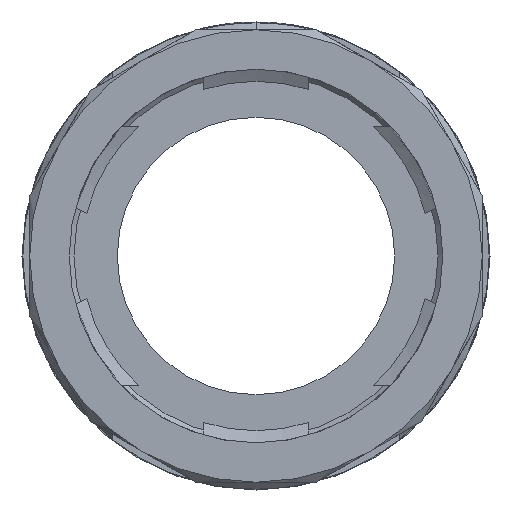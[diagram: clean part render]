
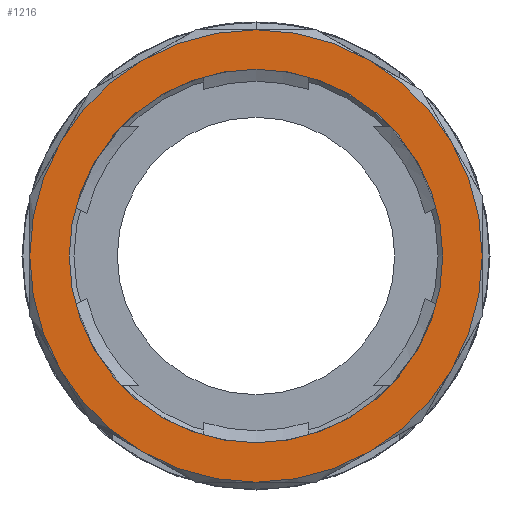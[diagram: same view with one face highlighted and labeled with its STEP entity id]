
A CAD part, front view. The second image highlights one B-rep face of the part: STEP entity #1216.
In plain terms, the highlighted planar face has unit normal (0, -1, 0).
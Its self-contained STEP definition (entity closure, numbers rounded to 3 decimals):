
#400 = EDGE_CURVE ( 'NONE', #401, #458, #5852, .T. ) ;
#401 = VERTEX_POINT ( 'NONE', #5848 ) ;
#424 = EDGE_CURVE ( 'NONE', #425, #426, #5877, .T. ) ;
#425 = VERTEX_POINT ( 'NONE', #5868 ) ;
#426 = VERTEX_POINT ( 'NONE', #5867 ) ;
#458 = VERTEX_POINT ( 'NONE', #5936 ) ;
#514 = EDGE_CURVE ( 'NONE', #458, #401, #6023, .T. ) ;
#1195 = EDGE_LOOP ( 'NONE', ( #1196, #1197 ) ) ;
#1196 = ORIENTED_EDGE ( 'NONE', *, *, #514, .T. ) ;
#1197 = ORIENTED_EDGE ( 'NONE', *, *, #400, .T. ) ;
#1213 = EDGE_CURVE ( 'NONE', #426, #425, #7443, .T. ) ;
#1216 = ADVANCED_FACE ( 'NONE', ( #7438, #7437 ), #7436, .F. ) ;
#1217 = EDGE_LOOP ( 'NONE', ( #1218, #1219 ) ) ;
#1218 = ORIENTED_EDGE ( 'NONE', *, *, #424, .F. ) ;
#1219 = ORIENTED_EDGE ( 'NONE', *, *, #1213, .F. ) ;
#5848 = CARTESIAN_POINT ( 'NONE',  ( 21.55, 0., 0. ) ) ;
#5849 = DIRECTION ( 'NONE',  ( -1., 0., 0. ) ) ;
#5850 = DIRECTION ( 'NONE',  ( 0., 1., 0. ) ) ;
#5851 = AXIS2_PLACEMENT_3D ( 'NONE', #5857, #5850, #5849 ) ;
#5852 = CIRCLE ( 'NONE', #5851, 21.55 ) ;
#5857 = CARTESIAN_POINT ( 'NONE',  ( 0., 0., 0. ) ) ;
#5867 = CARTESIAN_POINT ( 'NONE',  ( 26.1, 0., 0. ) ) ;
#5868 = CARTESIAN_POINT ( 'NONE',  ( -26.1, 0., 0. ) ) ;
#5869 = DIRECTION ( 'NONE',  ( -1., 0., 0. ) ) ;
#5870 = DIRECTION ( 'NONE',  ( 0., 1., 0. ) ) ;
#5871 = CARTESIAN_POINT ( 'NONE',  ( 0., 0., 0. ) ) ;
#5872 = AXIS2_PLACEMENT_3D ( 'NONE', #5871, #5870, #5869 ) ;
#5877 = CIRCLE ( 'NONE', #5872, 26.1 ) ;
#5936 = CARTESIAN_POINT ( 'NONE',  ( -21.55, 0., 0. ) ) ;
#6020 = DIRECTION ( 'NONE',  ( -1., 0., 0. ) ) ;
#6021 = DIRECTION ( 'NONE',  ( 0., 1., 0. ) ) ;
#6022 = AXIS2_PLACEMENT_3D ( 'NONE', #6028, #6021, #6020 ) ;
#6023 = CIRCLE ( 'NONE', #6022, 21.55 ) ;
#6028 = CARTESIAN_POINT ( 'NONE',  ( 0., 0., 0. ) ) ;
#7432 = DIRECTION ( 'NONE',  ( -1., 0., 0. ) ) ;
#7433 = DIRECTION ( 'NONE',  ( 0., 1., 0. ) ) ;
#7434 = CARTESIAN_POINT ( 'NONE',  ( 26.1, 0., 0. ) ) ;
#7435 = AXIS2_PLACEMENT_3D ( 'NONE', #7434, #7433, #7432 ) ;
#7436 = PLANE ( 'NONE',  #7435 ) ;
#7437 = FACE_BOUND ( 'NONE', #1195, .T. ) ;
#7438 = FACE_OUTER_BOUND ( 'NONE', #1217, .T. ) ;
#7439 = DIRECTION ( 'NONE',  ( -1., 0., 0. ) ) ;
#7440 = DIRECTION ( 'NONE',  ( 0., 1., 0. ) ) ;
#7441 = CARTESIAN_POINT ( 'NONE',  ( 0., 0., 0. ) ) ;
#7442 = AXIS2_PLACEMENT_3D ( 'NONE', #7441, #7440, #7439 ) ;
#7443 = CIRCLE ( 'NONE', #7442, 26.1 ) ;
